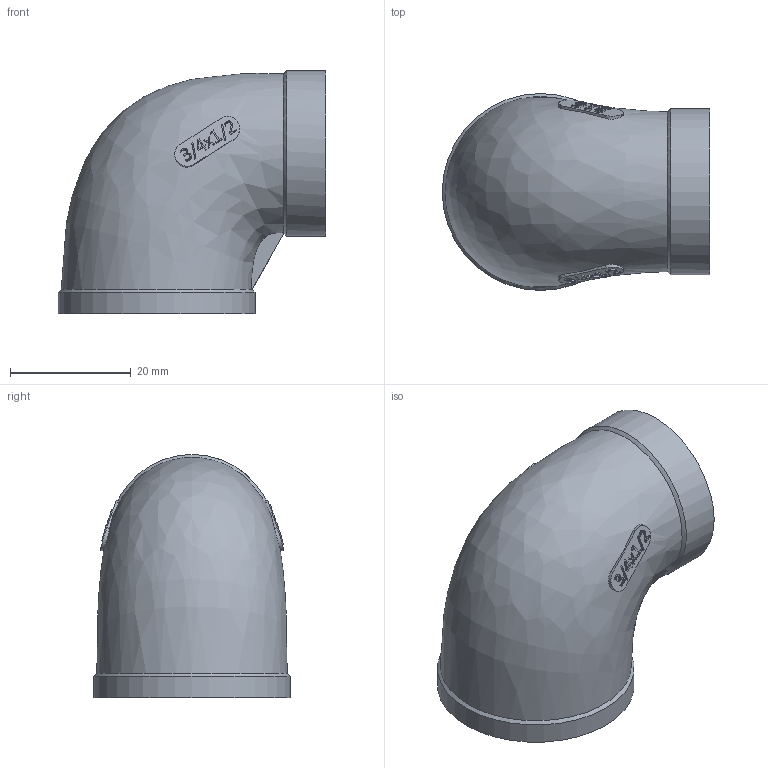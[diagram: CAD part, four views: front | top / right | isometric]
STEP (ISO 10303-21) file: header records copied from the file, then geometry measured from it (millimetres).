
FILE_DESCRIPTION(/* description */ ('Unknown'),/* implementation_level */ '2;1');
FILE_NAME(/* name */ 'R304-3_4x1_2',/* time_stamp */ '2021-10-14T17:47:58+08:00',/* author */ ('Unknown'),/* organization */ ('Unknown'),/* preprocessor_version */ 'ST-DEVELOPER v16.7',/* originating_system */ 'DEX',/* authorisation */ $);
FILE_SCHEMA (('AUTOMOTIVE_DESIGN {1 0 10303 214 3 1 1}'));
Length unit declared in the file: millimetre
Products named in the file (1): R304-3_4x1_2
Bounding box: 44.3 x 32.6 x 40.25 mm (x, y, z)
Volume: 15556.1 mm3; surface area: 8888.1 mm2
Topology: 1 solids, 1 shells, 138 faces, 373 edges, 249 vertices
Faces by surface type: plane 93, bspline 36, cylinder 7, cone 2
Full cylindrical faces by diameter (mm): 27.5 x1, 32.6 x1
Entity records: 7995 total; most frequent: CARTESIAN_POINT 4975, ORIENTED_EDGE 670, DIRECTION 488, EDGE_CURVE 335, LINE 244, VECTOR 244, VERTEX_POINT 226, EDGE_LOOP 153
